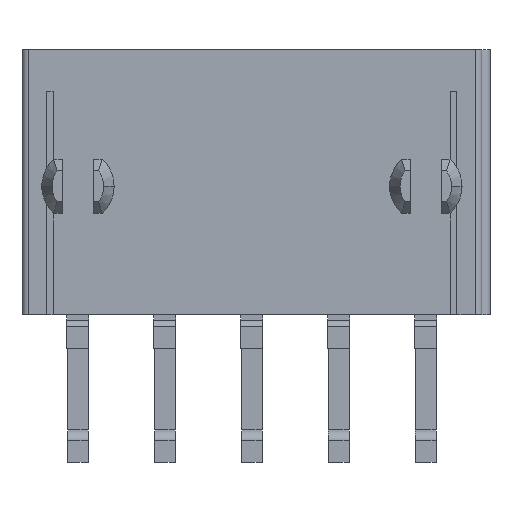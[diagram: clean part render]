
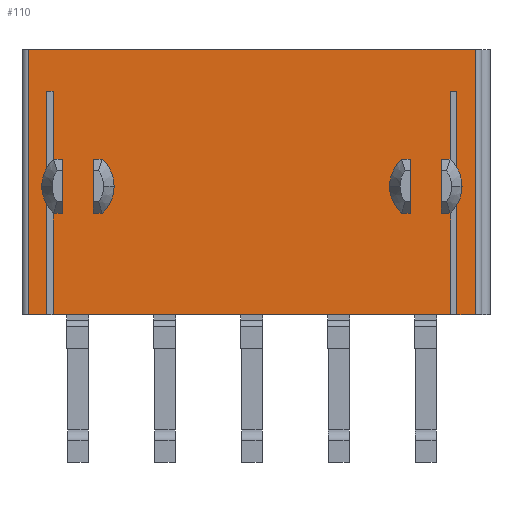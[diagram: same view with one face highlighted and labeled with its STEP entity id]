
A CAD part, front view. The second image highlights one B-rep face of the part: STEP entity #110.
In plain terms, the highlighted planar face has unit normal (0, -1, 0).
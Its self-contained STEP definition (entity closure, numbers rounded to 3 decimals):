
#110=ADVANCED_FACE('',(#449,#450,#451),#452,.T.);
#449=FACE_OUTER_BOUND('',#1071,.T.);
#450=FACE_BOUND('',#1072,.T.);
#451=FACE_BOUND('',#1073,.T.);
#452=PLANE('',#1074);
#1071=EDGE_LOOP('',(#1850,#1851,#1852,#1853,#1854,#1855,#1856,#1857,#1858,#1859,#1860,#1861,#1862,#1863,#1864,#1865,#1866,#1867,#1868,#1869));
#1072=EDGE_LOOP('',(#1870,#1871,#1872));
#1073=EDGE_LOOP('',(#1873,#1874,#1875));
#1074=AXIS2_PLACEMENT_3D('',#1876,#1877,#1878);
#1850=ORIENTED_EDGE('',*,*,#4084,.F.);
#1851=ORIENTED_EDGE('',*,*,#4085,.F.);
#1852=ORIENTED_EDGE('',*,*,#4086,.T.);
#1853=ORIENTED_EDGE('',*,*,#4009,.T.);
#1854=ORIENTED_EDGE('',*,*,#4083,.F.);
#1855=ORIENTED_EDGE('',*,*,#4087,.F.);
#1856=ORIENTED_EDGE('',*,*,#4088,.T.);
#1857=ORIENTED_EDGE('',*,*,#4089,.F.);
#1858=ORIENTED_EDGE('',*,*,#4090,.F.);
#1859=ORIENTED_EDGE('',*,*,#4091,.T.);
#1860=ORIENTED_EDGE('',*,*,#4092,.T.);
#1861=ORIENTED_EDGE('',*,*,#3960,.T.);
#1862=ORIENTED_EDGE('',*,*,#4093,.F.);
#1863=ORIENTED_EDGE('',*,*,#4094,.F.);
#1864=ORIENTED_EDGE('',*,*,#4095,.T.);
#1865=ORIENTED_EDGE('',*,*,#3998,.T.);
#1866=ORIENTED_EDGE('',*,*,#4096,.T.);
#1867=ORIENTED_EDGE('',*,*,#4097,.T.);
#1868=ORIENTED_EDGE('',*,*,#4098,.T.);
#1869=ORIENTED_EDGE('',*,*,#4099,.F.);
#1870=ORIENTED_EDGE('',*,*,#4100,.T.);
#1871=ORIENTED_EDGE('',*,*,#4002,.T.);
#1872=ORIENTED_EDGE('',*,*,#4101,.T.);
#1873=ORIENTED_EDGE('',*,*,#4102,.T.);
#1874=ORIENTED_EDGE('',*,*,#4103,.T.);
#1875=ORIENTED_EDGE('',*,*,#3966,.T.);
#1876=CARTESIAN_POINT('',(11.1,0.4,0.0));
#1877=DIRECTION('',(0.0,-1.0,0.0));
#1878=DIRECTION('',(0.0,0.0,-1.0));
#3960=EDGE_CURVE('',#4760,#4758,#4761,.T.);
#3966=EDGE_CURVE('',#4766,#4770,#4772,.T.);
#3998=EDGE_CURVE('',#4832,#4830,#4833,.T.);
#4002=EDGE_CURVE('',#4840,#4837,#4841,.T.);
#4009=EDGE_CURVE('',#4854,#4852,#4855,.T.);
#4083=EDGE_CURVE('',#4992,#4852,#4994,.T.);
#4084=EDGE_CURVE('',#4995,#4996,#4997,.T.);
#4085=EDGE_CURVE('',#4998,#4995,#4999,.T.);
#4086=EDGE_CURVE('',#4998,#4854,#5000,.T.);
#4087=EDGE_CURVE('',#5001,#4992,#5002,.T.);
#4088=EDGE_CURVE('',#5001,#5003,#5004,.T.);
#4089=EDGE_CURVE('',#5005,#5003,#5006,.T.);
#4090=EDGE_CURVE('',#5007,#5005,#5008,.T.);
#4091=EDGE_CURVE('',#5007,#5009,#5010,.T.);
#4092=EDGE_CURVE('',#5009,#4760,#5011,.T.);
#4093=EDGE_CURVE('',#5012,#4758,#5013,.T.);
#4094=EDGE_CURVE('',#5014,#5012,#5015,.T.);
#4095=EDGE_CURVE('',#5014,#4832,#5016,.T.);
#4096=EDGE_CURVE('',#4830,#5017,#5018,.T.);
#4097=EDGE_CURVE('',#5017,#5019,#5020,.T.);
#4098=EDGE_CURVE('',#5019,#5021,#5022,.T.);
#4099=EDGE_CURVE('',#4996,#5021,#5023,.T.);
#4100=EDGE_CURVE('',#5024,#4840,#5025,.T.);
#4101=EDGE_CURVE('',#4837,#5024,#5026,.T.);
#4102=EDGE_CURVE('',#4770,#5027,#5028,.T.);
#4103=EDGE_CURVE('',#5027,#4766,#5029,.T.);
#4758=VERTEX_POINT('',#5949);
#4760=VERTEX_POINT('',#5952);
#4761=CIRCLE('',#5953,1.5);
#4766=VERTEX_POINT('',#5959);
#4770=VERTEX_POINT('',#5964);
#4772=CIRCLE('',#5967,1.5);
#4830=VERTEX_POINT('',#6050);
#4832=VERTEX_POINT('',#6053);
#4833=CIRCLE('',#6054,1.5);
#4837=VERTEX_POINT('',#6059);
#4840=VERTEX_POINT('',#6063);
#4841=CIRCLE('',#6064,1.5);
#4852=VERTEX_POINT('',#6078);
#4854=VERTEX_POINT('',#6080);
#4855=LINE('',#6081,#6082);
#4992=VERTEX_POINT('',#6287);
#4994=LINE('',#6289,#6290);
#4995=VERTEX_POINT('',#6291);
#4996=VERTEX_POINT('',#6292);
#4997=LINE('',#6293,#6294);
#4998=VERTEX_POINT('',#6295);
#4999=LINE('',#6296,#6297);
#5000=LINE('',#6298,#6299);
#5001=VERTEX_POINT('',#6300);
#5002=LINE('',#6301,#6302);
#5003=VERTEX_POINT('',#6303);
#5004=LINE('',#6304,#6305);
#5005=VERTEX_POINT('',#6306);
#5006=LINE('',#6307,#6308);
#5007=VERTEX_POINT('',#6309);
#5008=LINE('',#6310,#6311);
#5009=VERTEX_POINT('',#6312);
#5010=CIRCLE('',#6313,1.5);
#5011=LINE('',#6314,#6315);
#5012=VERTEX_POINT('',#6316);
#5013=LINE('',#6317,#6318);
#5014=VERTEX_POINT('',#6319);
#5015=LINE('',#6320,#6321);
#5016=LINE('',#6322,#6323);
#5017=VERTEX_POINT('',#6324);
#5018=LINE('',#6325,#6326);
#5019=VERTEX_POINT('',#6327);
#5020=CIRCLE('',#6328,1.5);
#5021=VERTEX_POINT('',#6329);
#5022=LINE('',#6330,#6331);
#5023=LINE('',#6332,#6333);
#5024=VERTEX_POINT('',#6334);
#5025=LINE('',#6335,#6336);
#5026=CIRCLE('',#6337,1.5);
#5027=VERTEX_POINT('',#6338);
#5028=LINE('',#6339,#6340);
#5029=CIRCLE('',#6341,1.5);
#5949=CARTESIAN_POINT('',(-9.6,0.4,-7.5));
#5952=CARTESIAN_POINT('',(-9.15,0.4,-7.899));
#5953=AXIS2_PLACEMENT_3D('',#7772,#7773,#7774);
#5959=CARTESIAN_POINT('',(-6.9,0.4,-6.6));
#5964=CARTESIAN_POINT('',(-7.65,0.4,-7.899));
#5967=AXIS2_PLACEMENT_3D('',#7784,#7785,#7786);
#6050=CARTESIAN_POINT('',(9.15,0.4,-7.899));
#6053=CARTESIAN_POINT('',(9.6,0.4,-7.5));
#6054=AXIS2_PLACEMENT_3D('',#7840,#7841,#7842);
#6059=CARTESIAN_POINT('',(6.9,0.4,-6.6));
#6063=CARTESIAN_POINT('',(7.65,0.4,-7.899));
#6064=AXIS2_PLACEMENT_3D('',#7848,#7849,#7850);
#6078=CARTESIAN_POINT('',(-10.8,0.4,0.0));
#6080=CARTESIAN_POINT('',(10.8,0.4,0.0));
#6081=CARTESIAN_POINT('',(10.8,0.4,0.0));
#6082=VECTOR('',#7863,21.6);
#6287=CARTESIAN_POINT('',(-10.8,0.4,-12.8));
#6289=CARTESIAN_POINT('',(-10.8,0.4,-12.8));
#6290=VECTOR('',#7947,12.8);
#6291=CARTESIAN_POINT('',(9.9,0.4,-12.8));
#6292=CARTESIAN_POINT('',(9.9,0.4,-2.0));
#6293=CARTESIAN_POINT('',(9.9,0.4,-12.8));
#6294=VECTOR('',#7948,10.8);
#6295=CARTESIAN_POINT('',(10.8,0.4,-12.8));
#6296=CARTESIAN_POINT('',(10.8,0.4,-12.8));
#6297=VECTOR('',#7949,0.9);
#6298=CARTESIAN_POINT('',(10.8,0.4,-12.8));
#6299=VECTOR('',#7950,12.8);
#6300=CARTESIAN_POINT('',(-9.9,0.4,-12.8));
#6301=CARTESIAN_POINT('',(-9.9,0.4,-12.8));
#6302=VECTOR('',#7951,0.9);
#6303=CARTESIAN_POINT('',(-9.9,0.4,-2.0));
#6304=CARTESIAN_POINT('',(-9.9,0.4,-12.8));
#6305=VECTOR('',#7952,10.8);
#6306=CARTESIAN_POINT('',(-9.6,0.4,-2.0));
#6307=CARTESIAN_POINT('',(-9.6,0.4,-2.0));
#6308=VECTOR('',#7953,0.3);
#6309=CARTESIAN_POINT('',(-9.6,0.4,-5.7));
#6310=CARTESIAN_POINT('',(-9.6,0.4,-5.7));
#6311=VECTOR('',#7954,3.7);
#6312=CARTESIAN_POINT('',(-9.15,0.4,-5.301));
#6313=AXIS2_PLACEMENT_3D('',#7955,#7956,#7957);
#6314=CARTESIAN_POINT('',(-9.15,0.4,-5.301));
#6315=VECTOR('',#7958,2.598);
#6316=CARTESIAN_POINT('',(-9.6,0.4,-12.8));
#6317=CARTESIAN_POINT('',(-9.6,0.4,-12.8));
#6318=VECTOR('',#7959,5.3);
#6319=CARTESIAN_POINT('',(9.6,0.4,-12.8));
#6320=CARTESIAN_POINT('',(9.6,0.4,-12.8));
#6321=VECTOR('',#7960,19.2);
#6322=CARTESIAN_POINT('',(9.6,0.4,-12.8));
#6323=VECTOR('',#7961,5.3);
#6324=CARTESIAN_POINT('',(9.15,0.4,-5.301));
#6325=CARTESIAN_POINT('',(9.15,0.4,-7.899));
#6326=VECTOR('',#7962,2.598);
#6327=CARTESIAN_POINT('',(9.6,0.4,-5.7));
#6328=AXIS2_PLACEMENT_3D('',#7963,#7964,#7965);
#6329=CARTESIAN_POINT('',(9.6,0.4,-2.0));
#6330=CARTESIAN_POINT('',(9.6,0.4,-5.7));
#6331=VECTOR('',#7966,3.7);
#6332=CARTESIAN_POINT('',(9.9,0.4,-2.0));
#6333=VECTOR('',#7967,0.3);
#6334=CARTESIAN_POINT('',(7.65,0.4,-5.301));
#6335=CARTESIAN_POINT('',(7.65,0.4,-5.301));
#6336=VECTOR('',#7968,2.598);
#6337=AXIS2_PLACEMENT_3D('',#7969,#7970,#7971);
#6338=CARTESIAN_POINT('',(-7.65,0.4,-5.301));
#6339=CARTESIAN_POINT('',(-7.65,0.4,-7.899));
#6340=VECTOR('',#7972,2.598);
#6341=AXIS2_PLACEMENT_3D('',#7973,#7974,#7975);
#7772=CARTESIAN_POINT('',(-8.4,0.4,-6.6));
#7773=DIRECTION('',(0.0,1.0,0.0));
#7774=DIRECTION('',(-0.5,0.0,-0.866));
#7784=CARTESIAN_POINT('',(-8.4,0.4,-6.6));
#7785=DIRECTION('',(-0.0,1.0,0.0));
#7786=DIRECTION('',(0.5,0.0,0.866));
#7840=CARTESIAN_POINT('',(8.4,0.4,-6.6));
#7841=DIRECTION('',(0.0,1.0,0.0));
#7842=DIRECTION('',(0.8,0.0,-0.6));
#7848=CARTESIAN_POINT('',(8.4,0.4,-6.6));
#7849=DIRECTION('',(0.0,1.0,0.0));
#7850=DIRECTION('',(-0.5,0.0,-0.866));
#7863=DIRECTION('',(-1.0,0.0,0.0));
#7947=DIRECTION('',(0.0,0.0,1.0));
#7948=DIRECTION('',(0.0,0.0,1.0));
#7949=DIRECTION('',(-1.0,0.0,0.0));
#7950=DIRECTION('',(0.0,0.0,1.0));
#7951=DIRECTION('',(-1.0,0.0,0.0));
#7952=DIRECTION('',(0.0,0.0,1.0));
#7953=DIRECTION('',(-1.0,0.0,0.0));
#7954=DIRECTION('',(0.0,0.0,1.0));
#7955=CARTESIAN_POINT('',(-8.4,0.4,-6.6));
#7956=DIRECTION('',(0.0,1.0,0.0));
#7957=DIRECTION('',(-0.8,0.0,0.6));
#7958=DIRECTION('',(0.0,0.0,-1.0));
#7959=DIRECTION('',(0.0,0.0,1.0));
#7960=DIRECTION('',(-1.0,0.0,0.0));
#7961=DIRECTION('',(0.0,0.0,1.0));
#7962=DIRECTION('',(0.0,0.0,1.0));
#7963=CARTESIAN_POINT('',(8.4,0.4,-6.6));
#7964=DIRECTION('',(-0.0,1.0,0.0));
#7965=DIRECTION('',(0.5,0.0,0.866));
#7966=DIRECTION('',(0.0,0.0,1.0));
#7967=DIRECTION('',(-1.0,0.0,0.0));
#7968=DIRECTION('',(0.0,0.0,-1.0));
#7969=CARTESIAN_POINT('',(8.4,0.4,-6.6));
#7970=DIRECTION('',(0.0,1.0,0.0));
#7971=DIRECTION('',(-0.5,0.0,-0.866));
#7972=DIRECTION('',(0.0,0.0,1.0));
#7973=CARTESIAN_POINT('',(-8.4,0.4,-6.6));
#7974=DIRECTION('',(-0.0,1.0,0.0));
#7975=DIRECTION('',(0.5,0.0,0.866));
